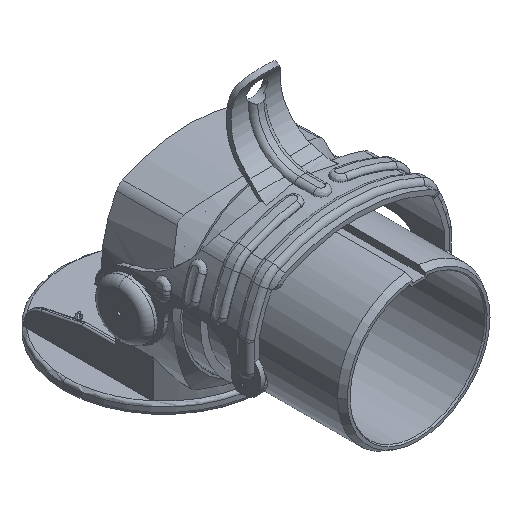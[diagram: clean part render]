
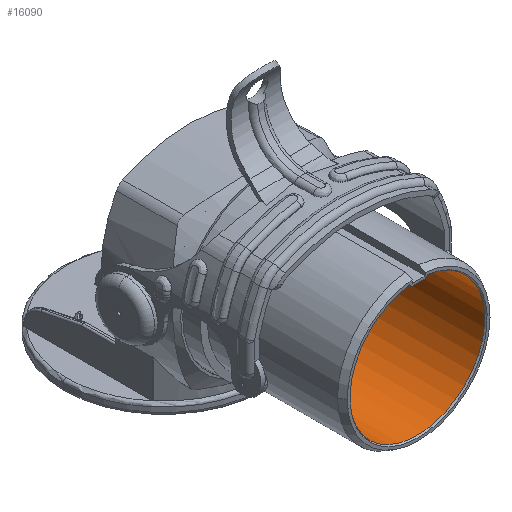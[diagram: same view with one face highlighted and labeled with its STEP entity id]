
A CAD part, isometric view. The second image highlights one B-rep face of the part: STEP entity #16090.
In plain terms, the highlighted cylindrical face has radius 21.9 mm (diameter 43.8 mm), a partial arc.
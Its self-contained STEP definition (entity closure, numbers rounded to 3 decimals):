
#4716=CARTESIAN_POINT('',(0.,0.5,0.));
#4717=DIRECTION('',(0.,1.,0.));
#4718=DIRECTION('',(0.142,0.,0.99));
#4719=AXIS2_PLACEMENT_3D('',#4716,#4717,#4718);
#4726=CARTESIAN_POINT('',(0.,52.,0.));
#4727=DIRECTION('',(0.,-1.,0.));
#4728=DIRECTION('',(-0.319,0.,0.948));
#4729=AXIS2_PLACEMENT_3D('',#4726,#4727,#4728);
#4731=DIRECTION('',(0.,1.,0.));
#4732=VECTOR('',#4731,48.5);
#4733=CARTESIAN_POINT('',(3.1,0.5,21.679));
#4734=LINE('',#4733,#4732);
#4735=DIRECTION('',(0.,1.,0.));
#4736=VECTOR('',#4735,48.5);
#4737=CARTESIAN_POINT('',(-3.1,0.5,21.679));
#4738=LINE('',#4737,#4736);
#4852=DIRECTION('',(0.,1.,0.));
#4853=VECTOR('',#4852,3.);
#4854=CARTESIAN_POINT('',(-6.977,49.,20.759));
#4855=LINE('',#4854,#4853);
#4856=CARTESIAN_POINT('',(0.,49.,0.));
#4857=DIRECTION('',(0.,1.,0.));
#4858=DIRECTION('',(-0.319,0.,0.948));
#4859=AXIS2_PLACEMENT_3D('',#4856,#4857,#4858);
#4871=CARTESIAN_POINT('',(0.,49.,0.));
#4872=DIRECTION('',(0.,1.,0.));
#4873=DIRECTION('',(0.142,0.,0.99));
#4874=AXIS2_PLACEMENT_3D('',#4871,#4872,#4873);
#4985=DIRECTION('',(0.,1.,0.));
#4986=VECTOR('',#4985,3.);
#4987=CARTESIAN_POINT('',(6.977,49.,20.759));
#4988=LINE('',#4987,#4986);
#9787=CARTESIAN_POINT('',(-6.977,49.,20.759));
#9788=CARTESIAN_POINT('',(-6.977,52.,20.759));
#9789=VERTEX_POINT('',#9787);
#9790=VERTEX_POINT('',#9788);
#9791=CARTESIAN_POINT('',(6.977,49.,20.759));
#9792=CARTESIAN_POINT('',(6.977,52.,20.759));
#9793=VERTEX_POINT('',#9791);
#9794=VERTEX_POINT('',#9792);
#9795=CARTESIAN_POINT('',(-3.1,49.,21.679));
#9796=VERTEX_POINT('',#9795);
#9797=CARTESIAN_POINT('',(3.1,49.,21.679));
#9798=VERTEX_POINT('',#9797);
#9881=CARTESIAN_POINT('',(3.1,0.5,21.679));
#9882=CARTESIAN_POINT('',(-3.1,0.5,21.679));
#9883=VERTEX_POINT('',#9881);
#9884=VERTEX_POINT('',#9882);
#16068=CARTESIAN_POINT('',(0.,0.,0.));
#16069=DIRECTION('',(0.,1.,0.));
#16070=DIRECTION('',(1.,0.,0.));
#16071=AXIS2_PLACEMENT_3D('',#16068,#16069,#16070);
#16072=CYLINDRICAL_SURFACE('',#16071,21.9);
#16074=ORIENTED_EDGE('',*,*,#16073,.T.);
#16076=ORIENTED_EDGE('',*,*,#16075,.F.);
#16078=ORIENTED_EDGE('',*,*,#16077,.F.);
#16080=ORIENTED_EDGE('',*,*,#16079,.F.);
#16081=ORIENTED_EDGE('',*,*,#16058,.T.);
#16083=ORIENTED_EDGE('',*,*,#16082,.T.);
#16085=ORIENTED_EDGE('',*,*,#16084,.F.);
#16087=ORIENTED_EDGE('',*,*,#16086,.T.);
#16088=EDGE_LOOP('',(#16074,#16076,#16078,#16080,#16081,#16083,#16085,#16087));
#16089=FACE_OUTER_BOUND('',#16088,.F.);
#16090=ADVANCED_FACE('',(#16089),#16072,.F.);
#4720=CIRCLE('',#4719,21.9);
#4730=CIRCLE('',#4729,21.9);
#4860=CIRCLE('',#4859,21.9);
#4875=CIRCLE('',#4874,21.9);
#16058=EDGE_CURVE('',#9883,#9884,#4720,.T.);
#16073=EDGE_CURVE('',#9790,#9794,#4730,.T.);
#16075=EDGE_CURVE('',#9793,#9794,#4988,.T.);
#16077=EDGE_CURVE('',#9798,#9793,#4875,.T.);
#16079=EDGE_CURVE('',#9883,#9798,#4734,.T.);
#16082=EDGE_CURVE('',#9884,#9796,#4738,.T.);
#16084=EDGE_CURVE('',#9789,#9796,#4860,.T.);
#16086=EDGE_CURVE('',#9789,#9790,#4855,.T.);
